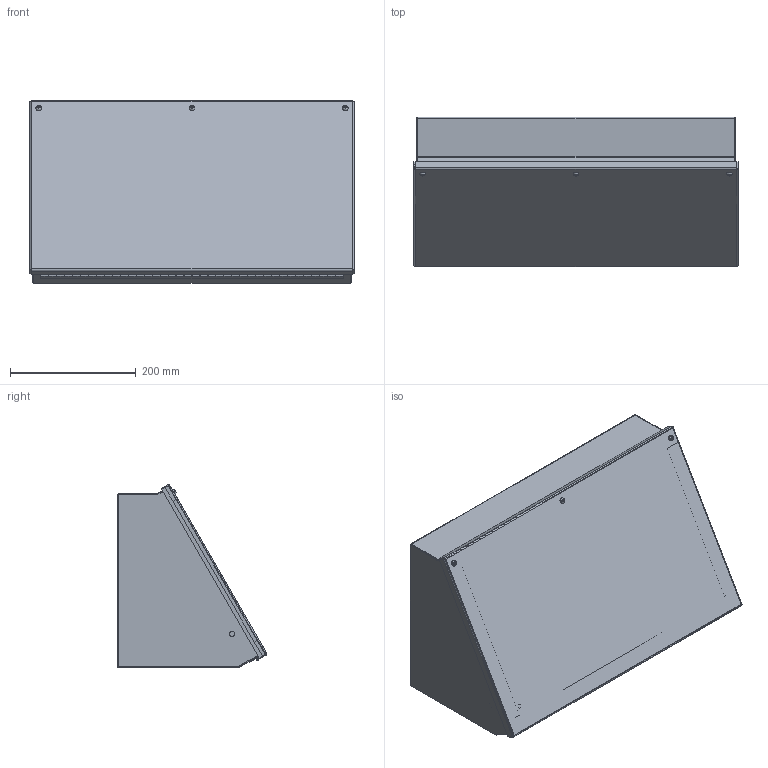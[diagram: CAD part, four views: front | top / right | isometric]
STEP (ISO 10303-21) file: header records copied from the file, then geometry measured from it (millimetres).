
FILE_DESCRIPTION (( 'STEP AP203' ), '1' );
FILE_NAME ('1488HL9_Default.step', '2019-11-12T18:45:46', ( '' ), ( '' ), 'SwSTEP 2.0', 'SolidWorks 2019', '' );
FILE_SCHEMA (( 'CONFIG_CONTROL_DESIGN' ));
Length unit declared in the file: inch
Products named in the file (1): 1488HL9_Default
Bounding box: 516.71 x 238.09 x 291.31 mm (x, y, z)
Volume: 1345884.3 mm3; surface area: 1324830 mm2
Topology: 20 solids, 20 shells, 679 faces, 2033 edges, 1337 vertices
Faces by surface type: plane 452, cylinder 195, cone 20, torus 6, bspline 6
Entity records: 23460 total; most frequent: CARTESIAN_POINT 4606, ORIENTED_EDGE 4062, DIRECTION 3897, EDGE_CURVE 2031, LINE 1361, VECTOR 1361, VERTEX_POINT 1337, AXIS2_PLACEMENT_3D 1268
